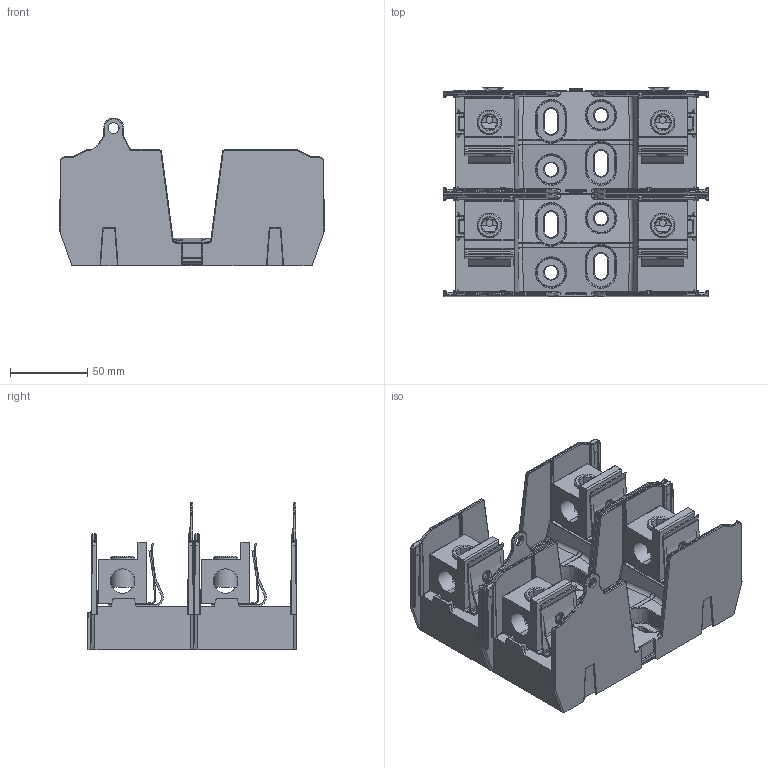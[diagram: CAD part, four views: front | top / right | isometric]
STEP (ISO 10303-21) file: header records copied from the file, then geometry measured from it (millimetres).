
FILE_DESCRIPTION (( 'STEP AP203' ), '1' );
FILE_NAME ('JM60200-1CR-2.step', '2021-12-07T12:12:28', ( '' ), ( '' ), 'SwSTEP 2.0', 'SolidWorks 2021', '' );
FILE_SCHEMA (( 'CONFIG_CONTROL_DESIGN' ));
Products named in the file (1): JM60200-1CR-2
Bounding box: 171.64 x 136.2 x 95.98 mm (x, y, z)
Surface area: 190771.2 mm2 (no closed solid volume)
Topology: 0 solids, 22 shells, 1634 faces, 4450 edges, 2740 vertices
Faces by surface type: cylinder 688, plane 482, bspline 402, cone 54, torus 8
Full cylindrical faces by diameter (mm): 1.021 x2
Entity records: 108372 total; most frequent: CARTESIAN_POINT 72115, ORIENTED_EDGE 8184, DIRECTION 6242, EDGE_CURVE 4374, VERTEX_POINT 2740, LINE 2096, VECTOR 2096, AXIS2_PLACEMENT_3D 2073
